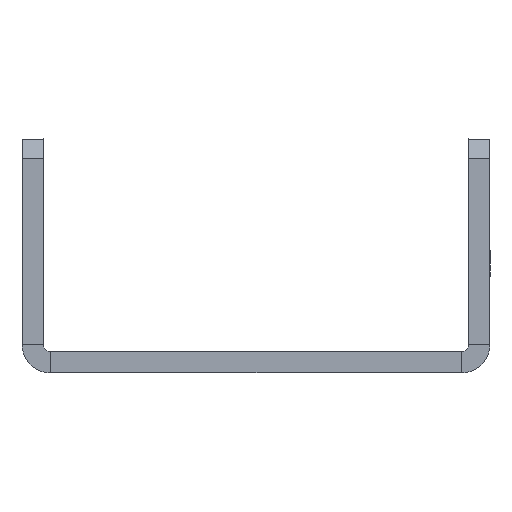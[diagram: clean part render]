
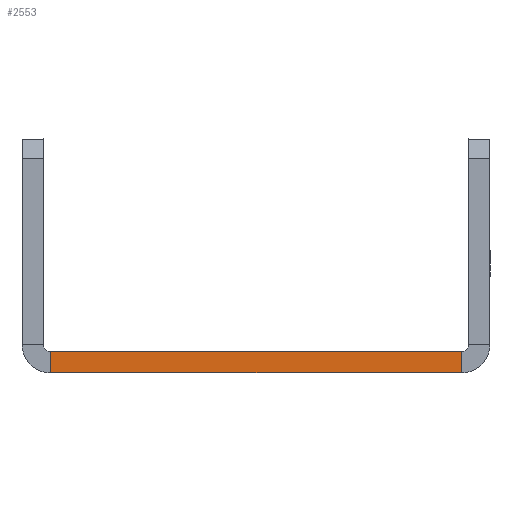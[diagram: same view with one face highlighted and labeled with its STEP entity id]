
A CAD part, left-side view. The second image highlights one B-rep face of the part: STEP entity #2553.
In plain terms, the highlighted planar face has unit normal (-1, 0, 0).
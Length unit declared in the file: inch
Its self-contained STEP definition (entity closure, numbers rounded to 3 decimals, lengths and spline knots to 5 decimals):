
#653 = EDGE_CURVE ( 'NONE', #12168, #11935, #6938, .T. ) ;
#900 = DIRECTION ( 'NONE',  ( 0., -1., 0. ) ) ;
#2085 = AXIS2_PLACEMENT_3D ( 'NONE', #9199, #12706, #11012 ) ;
#2553 = ADVANCED_FACE ( 'NONE', ( #14775 ), #12775, .F. ) ;
#3268 = CARTESIAN_POINT ( 'NONE',  ( -29.5, -0.878, 0.09 ) ) ;
#3554 = EDGE_CURVE ( 'NONE', #22247, #11487, #7092, .T. ) ;
#4803 = ORIENTED_EDGE ( 'NONE', *, *, #18232, .T. ) ;
#5346 = ORIENTED_EDGE ( 'NONE', *, *, #653, .T. ) ;
#5485 = CARTESIAN_POINT ( 'NONE',  ( -29.5, -1., 0.09 ) ) ;
#5939 = ORIENTED_EDGE ( 'NONE', *, *, #19294, .F. ) ;
#6938 = LINE ( 'NONE', #20473, #15617 ) ;
#7012 = CARTESIAN_POINT ( 'NONE',  ( -29.5, -0.878, 0.09 ) ) ;
#7092 = LINE ( 'NONE', #5485, #7931 ) ;
#7931 = VECTOR ( 'NONE', #10620, 39.37008 ) ;
#9199 = CARTESIAN_POINT ( 'NONE',  ( -29.5, -1., 0.09 ) ) ;
#10620 = DIRECTION ( 'NONE',  ( 0., -1., 0. ) ) ;
#11012 = DIRECTION ( 'NONE',  ( 0., 0., -1. ) ) ;
#11487 = VERTEX_POINT ( 'NONE', #3268 ) ;
#11935 = VERTEX_POINT ( 'NONE', #16730 ) ;
#12039 = DIRECTION ( 'NONE',  ( 0., 0., -1. ) ) ;
#12168 = VERTEX_POINT ( 'NONE', #17408 ) ;
#12208 = LINE ( 'NONE', #14060, #20324 ) ;
#12706 = DIRECTION ( 'NONE',  ( 1., 0., 0. ) ) ;
#12775 = PLANE ( 'NONE',  #2085 ) ;
#14060 = CARTESIAN_POINT ( 'NONE',  ( -29.5, 0.878, 0.09 ) ) ;
#14323 = EDGE_LOOP ( 'NONE', ( #5939, #17775, #4803, #5346 ) ) ;
#14775 = FACE_OUTER_BOUND ( 'NONE', #14323, .T. ) ;
#15617 = VECTOR ( 'NONE', #900, 39.37008 ) ;
#15788 = DIRECTION ( 'NONE',  ( 0., 0., -1. ) ) ;
#16730 = CARTESIAN_POINT ( 'NONE',  ( -29.5, -0.878, 0. ) ) ;
#17408 = CARTESIAN_POINT ( 'NONE',  ( -29.5, 0.878, 0. ) ) ;
#17775 = ORIENTED_EDGE ( 'NONE', *, *, #3554, .F. ) ;
#18232 = EDGE_CURVE ( 'NONE', #22247, #12168, #12208, .T. ) ;
#19294 = EDGE_CURVE ( 'NONE', #11487, #11935, #21649, .T. ) ;
#20324 = VECTOR ( 'NONE', #15788, 39.37008 ) ;
#20473 = CARTESIAN_POINT ( 'NONE',  ( -29.5, -1., 0. ) ) ;
#21109 = VECTOR ( 'NONE', #12039, 39.37008 ) ;
#21116 = CARTESIAN_POINT ( 'NONE',  ( -29.5, 0.878, 0.09 ) ) ;
#21649 = LINE ( 'NONE', #7012, #21109 ) ;
#22247 = VERTEX_POINT ( 'NONE', #21116 ) ;
